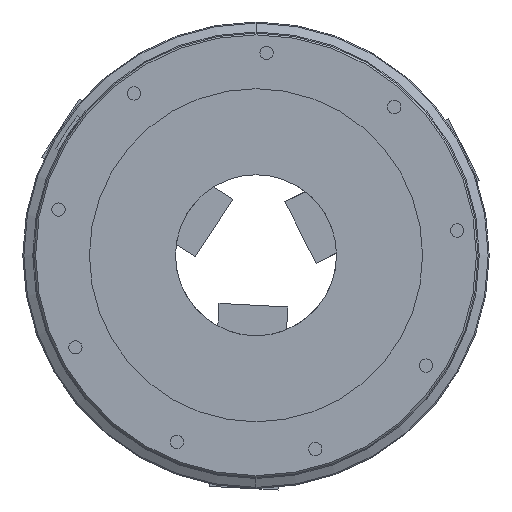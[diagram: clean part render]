
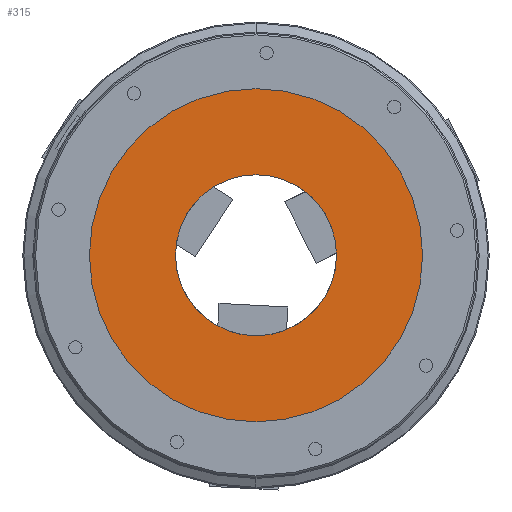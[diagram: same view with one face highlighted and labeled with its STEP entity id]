
A CAD part, left-side view. The second image highlights one B-rep face of the part: STEP entity #315.
In plain terms, the highlighted planar face has unit normal (-1, 0, 0).
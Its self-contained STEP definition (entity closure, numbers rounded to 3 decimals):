
#33 = CARTESIAN_POINT ( 'NONE',  ( -197.474, 0., 0. ) ) ;
#82 = VERTEX_POINT ( 'NONE', #3501 ) ;
#109 = CARTESIAN_POINT ( 'NONE',  ( -197.474, 0., 0. ) ) ;
#177 = VERTEX_POINT ( 'NONE', #2880 ) ;
#247 = DIRECTION ( 'NONE',  ( -1., 0., 0. ) ) ;
#315 = ADVANCED_FACE ( 'NONE', ( #2399, #2601 ), #3404, .T. ) ;
#430 = CARTESIAN_POINT ( 'NONE',  ( -197.474, 0., 0. ) ) ;
#474 = CIRCLE ( 'NONE', #1532, 72.5 ) ;
#490 = VERTEX_POINT ( 'NONE', #2216 ) ;
#593 = ORIENTED_EDGE ( 'NONE', *, *, #2600, .F. ) ;
#601 = DIRECTION ( 'NONE',  ( 0., 0., 1. ) ) ;
#816 = CIRCLE ( 'NONE', #1386, 150. ) ;
#964 = DIRECTION ( 'NONE',  ( -1., 0., 0. ) ) ;
#1074 = CIRCLE ( 'NONE', #1295, 72.5 ) ;
#1090 = CIRCLE ( 'NONE', #1289, 150. ) ;
#1214 = EDGE_LOOP ( 'NONE', ( #593, #3386 ) ) ;
#1289 = AXIS2_PLACEMENT_3D ( 'NONE', #33, #2809, #2807 ) ;
#1295 = AXIS2_PLACEMENT_3D ( 'NONE', #430, #964, #2816 ) ;
#1386 = AXIS2_PLACEMENT_3D ( 'NONE', #109, #3487, #3478 ) ;
#1463 = CARTESIAN_POINT ( 'NONE',  ( -197.474, 0., 0. ) ) ;
#1532 = AXIS2_PLACEMENT_3D ( 'NONE', #1463, #247, #601 ) ;
#1886 = VERTEX_POINT ( 'NONE', #2064 ) ;
#1973 = AXIS2_PLACEMENT_3D ( 'NONE', #3294, #3417, #3384 ) ;
#2064 = CARTESIAN_POINT ( 'NONE',  ( -197.474, 0., 72.5 ) ) ;
#2216 = CARTESIAN_POINT ( 'NONE',  ( -197.474, 0., 150. ) ) ;
#2329 = EDGE_CURVE ( 'NONE', #177, #1886, #474, .T. ) ;
#2399 = FACE_OUTER_BOUND ( 'NONE', #3274, .T. ) ;
#2509 = EDGE_CURVE ( 'NONE', #82, #490, #816, .T. ) ;
#2600 = EDGE_CURVE ( 'NONE', #1886, #177, #1074, .T. ) ;
#2601 = FACE_BOUND ( 'NONE', #1214, .T. ) ;
#2604 = EDGE_CURVE ( 'NONE', #490, #82, #1090, .T. ) ;
#2772 = ORIENTED_EDGE ( 'NONE', *, *, #2604, .T. ) ;
#2807 = DIRECTION ( 'NONE',  ( 0., 0., 1. ) ) ;
#2809 = DIRECTION ( 'NONE',  ( -1., 0., 0. ) ) ;
#2816 = DIRECTION ( 'NONE',  ( 0., 0., 1. ) ) ;
#2880 = CARTESIAN_POINT ( 'NONE',  ( -197.474, 0., -72.5 ) ) ;
#3274 = EDGE_LOOP ( 'NONE', ( #2772, #3342 ) ) ;
#3294 = CARTESIAN_POINT ( 'NONE',  ( -197.474, -150., 0. ) ) ;
#3342 = ORIENTED_EDGE ( 'NONE', *, *, #2509, .T. ) ;
#3384 = DIRECTION ( 'NONE',  ( 0., 0., 1. ) ) ;
#3386 = ORIENTED_EDGE ( 'NONE', *, *, #2329, .F. ) ;
#3404 = PLANE ( 'NONE',  #1973 ) ;
#3417 = DIRECTION ( 'NONE',  ( -1., 0., 0. ) ) ;
#3478 = DIRECTION ( 'NONE',  ( 0., 0., 1. ) ) ;
#3487 = DIRECTION ( 'NONE',  ( -1., 0., 0. ) ) ;
#3501 = CARTESIAN_POINT ( 'NONE',  ( -197.474, 0., -150. ) ) ;
